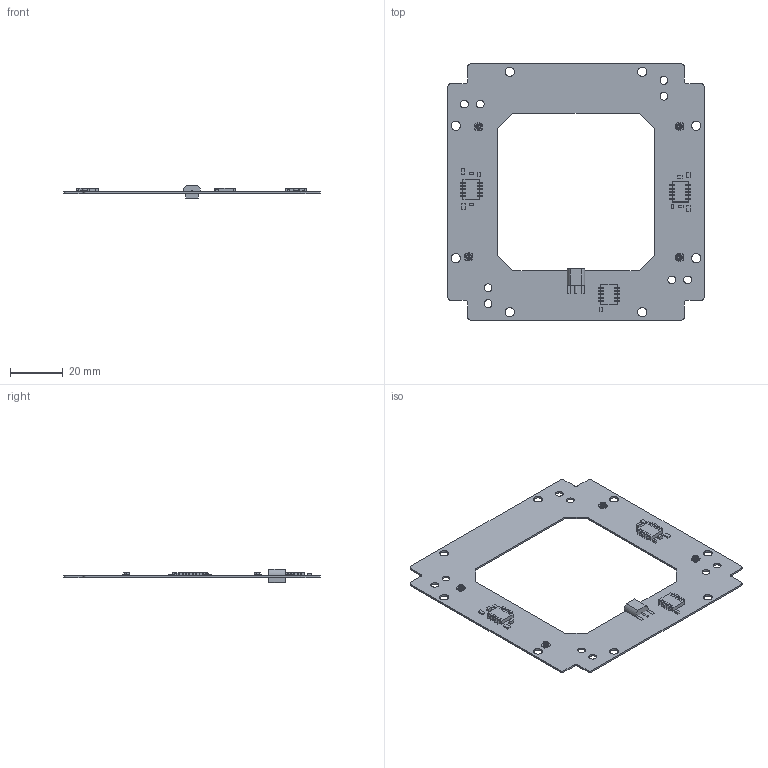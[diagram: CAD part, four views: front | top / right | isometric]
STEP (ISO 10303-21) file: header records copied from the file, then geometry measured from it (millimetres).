
FILE_DESCRIPTION(('Open CASCADE Model'),'2;1');
FILE_NAME('Open CASCADE Shape Model','2019-06-21T10:00:11',('Author'),( 'Open CASCADE'),'Open CASCADE STEP processor 6.8','Open CASCADE 6.8' ,'Unknown');
FILE_SCHEMA(('AUTOMOTIVE_DESIGN { 1 0 10303 214 1 1 1 1 }'));
Length unit declared in the file: millimetre
Products named in the file (30): PCB; Board; 1; qba; 2; 3; C1; 1103835720; Extruded; C2; C3; L2; 1103835584; L3; MMCX; User_Library-johnson_component_133-3711-801; R2; 1103835856; U1; User_Library-U_FL-R-SMT(10); U2; U3; U4; L1; R1; R3; C4; L4
Assembly tree (42 placements, depth 4):
  PCB
    Board
    1
      qba
    2
      qba
    3
      qba
    C1
      1103835720
        Extruded
    C2
      1103835720
        Extruded
    C3
      1103835720
        Extruded
    L2
      1103835584
        Extruded
    L3
      1103835584
        Extruded
    MMCX
      User_Library-johnson_component_133-3711-801
    R2
      1103835856
        Extruded
    U1
      User_Library-U_FL-R-SMT(10)
    U2
      User_Library-U_FL-R-SMT(10)
    U3
      User_Library-U_FL-R-SMT(10)
    U4
      User_Library-U_FL-R-SMT(10)
    L1
      1103835584
        Extruded
    R1
      1103835856
        Extruded
    R3
      1103835856
        Extruded
    C4
      1103835720
        Extruded
    L4
      1103835584
        Extruded
Bounding box: 97.5 x 97.5 x 5 mm (x, y, z)
Volume: 4242.4 mm3; surface area: 12944.2 mm2
Topology: 50 solids, 50 shells, 704 faces, 1687 edges, 1102 vertices
Faces by surface type: plane 529, cylinder 139, cone 28, revolution 8
Full cylindrical faces by diameter (mm): 1 x3, 3 x8, 3.5 x7
Entity records: 24288 total; most frequent: CARTESIAN_POINT 8178, DIRECTION 2692, LINE 1676, VECTOR 1676, ORIENTED_EDGE 1436, PCURVE 1436, DEFINITIONAL_REPRESENTATION 1436, EDGE_CURVE 718
